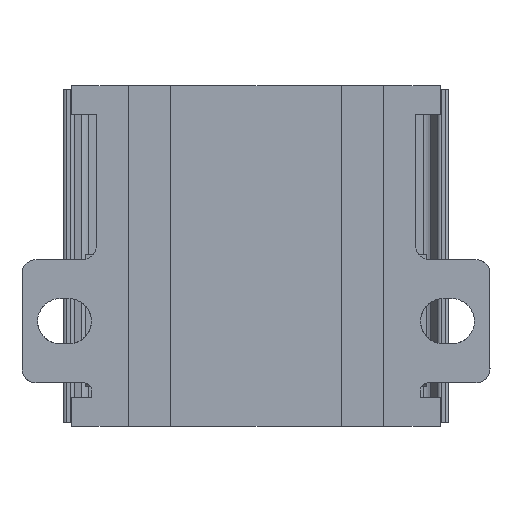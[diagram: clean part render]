
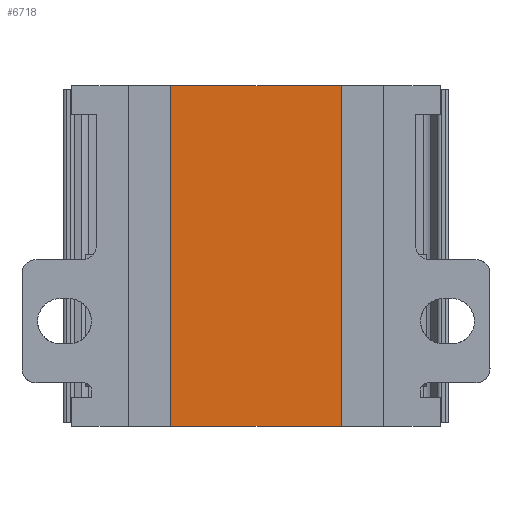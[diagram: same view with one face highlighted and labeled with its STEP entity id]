
A CAD part, front view. The second image highlights one B-rep face of the part: STEP entity #6718.
In plain terms, the highlighted planar face has unit normal (0, -1, 0).
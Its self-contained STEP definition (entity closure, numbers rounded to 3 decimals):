
#2292=DIRECTION('',(0.,0.,1.));
#2293=VECTOR('',#2292,48.);
#2294=CARTESIAN_POINT('',(12.,-36.05,-24.));
#2295=LINE('',#2294,#2293);
#2300=DIRECTION('',(1.,0.,0.));
#2301=VECTOR('',#2300,24.);
#2302=CARTESIAN_POINT('',(-12.,-36.05,-24.));
#2303=LINE('',#2302,#2301);
#2304=DIRECTION('',(0.,0.,1.));
#2305=VECTOR('',#2304,48.);
#2306=CARTESIAN_POINT('',(-12.,-36.05,-24.));
#2307=LINE('',#2306,#2305);
#2308=DIRECTION('',(1.,0.,0.));
#2309=VECTOR('',#2308,24.);
#2310=CARTESIAN_POINT('',(-12.,-36.05,24.));
#2311=LINE('',#2310,#2309);
#3086=CARTESIAN_POINT('',(-12.,-36.05,-24.));
#3087=CARTESIAN_POINT('',(12.,-36.05,-24.));
#3088=VERTEX_POINT('',#3086);
#3089=VERTEX_POINT('',#3087);
#3090=CARTESIAN_POINT('',(-12.,-36.05,24.));
#3091=CARTESIAN_POINT('',(12.,-36.05,24.));
#3092=VERTEX_POINT('',#3090);
#3093=VERTEX_POINT('',#3091);
#6706=CARTESIAN_POINT('',(-12.,-36.05,-24.));
#6707=DIRECTION('',(0.,-1.,0.));
#6708=DIRECTION('',(1.,0.,0.));
#6709=AXIS2_PLACEMENT_3D('',#6706,#6707,#6708);
#6710=PLANE('',#6709);
#6711=ORIENTED_EDGE('',*,*,#4184,.F.);
#6713=ORIENTED_EDGE('',*,*,#6712,.T.);
#6714=ORIENTED_EDGE('',*,*,#4302,.T.);
#6715=ORIENTED_EDGE('',*,*,#6699,.F.);
#6716=EDGE_LOOP('',(#6711,#6713,#6714,#6715));
#6717=FACE_OUTER_BOUND('',#6716,.F.);
#4184=EDGE_CURVE('',#3088,#3089,#2303,.T.);
#4302=EDGE_CURVE('',#3092,#3093,#2311,.T.);
#6699=EDGE_CURVE('',#3089,#3093,#2295,.T.);
#6712=EDGE_CURVE('',#3088,#3092,#2307,.T.);
#6718=ADVANCED_FACE('',(#6717),#6710,.T.);
